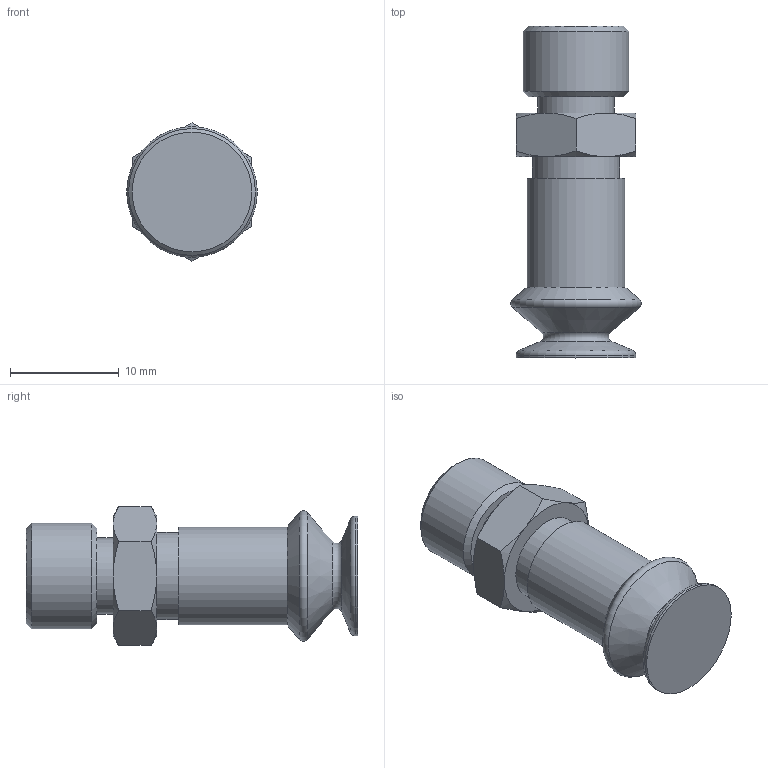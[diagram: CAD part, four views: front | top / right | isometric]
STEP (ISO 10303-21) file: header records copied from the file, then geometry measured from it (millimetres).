
FILE_DESCRIPTION(/* description */ (''),/* implementation_level */ '2;1');
FILE_NAME(/* name */ '3D_vf10nit+rac2r1-8m.stp',/* time_stamp */ '2020-03-24T11:54:52+01:00',/* author */ ('lmacia'),/* organization */ (''),/* preprocessor_version */ 'ST-DEVELOPER v17',/* originating_system */ 'Autodesk Inventor 2019',/* authorisation */ '');
FILE_SCHEMA (('AUTOMOTIVE_DESIGN { 1 0 10303 214 3 1 1 }'));
Length unit declared in the file: millimetre
Products named in the file (1): Part10
Bounding box: 12 x 30.5 x 12.7 mm (x, y, z)
Volume: 2061.3 mm3; surface area: 1420.3 mm2
Topology: 1 solids, 2 shells, 43 faces, 100 edges, 65 vertices
Faces by surface type: cone 19, plane 14, cylinder 7, torus 3
Full cylindrical faces by diameter (mm): 2.7 x1, 4 x1, 7 x1, 8 x1, 9 x1, 9.7 x1, 10.996 x1
Entity records: 1307 total; most frequent: CARTESIAN_POINT 256, DIRECTION 218, ORIENTED_EDGE 198, EDGE_CURVE 99, AXIS2_PLACEMENT_3D 99, VERTEX_POINT 65, CIRCLE 55, EDGE_LOOP 48
